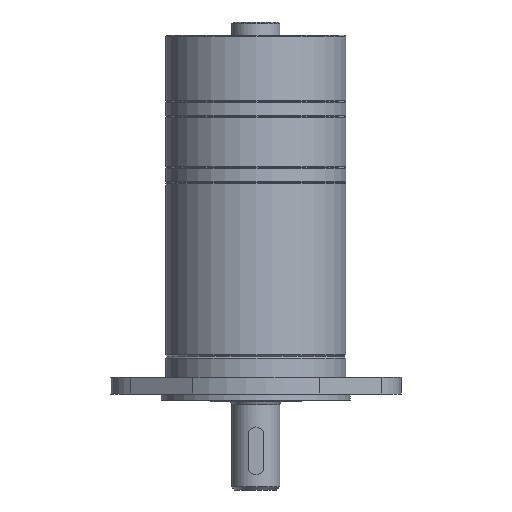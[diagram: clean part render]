
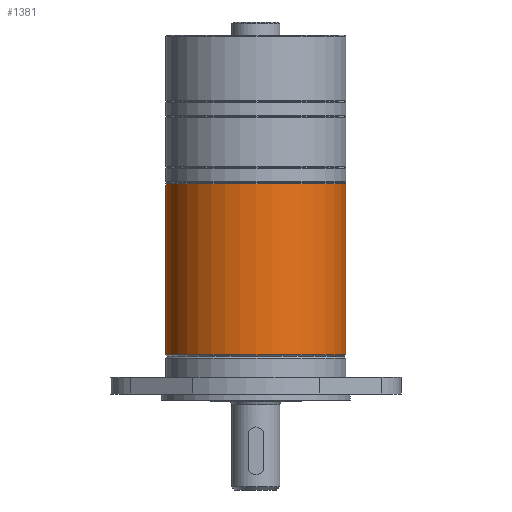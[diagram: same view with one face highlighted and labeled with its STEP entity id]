
A CAD part, front view. The second image highlights one B-rep face of the part: STEP entity #1381.
In plain terms, the highlighted cylindrical face has radius 30 mm (diameter 60 mm), a partial arc.
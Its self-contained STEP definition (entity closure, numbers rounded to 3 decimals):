
#897 = CARTESIAN_POINT ( 'NONE',  ( -30., 0., 10.5 ) ) ;
#957 = CARTESIAN_POINT ( 'NONE',  ( 30., 0., 10.5 ) ) ;
#1108 = CARTESIAN_POINT ( 'NONE',  ( 30., 0., 67.5 ) ) ;
#1164 = DIRECTION ( 'NONE',  ( 0., 0., -1. ) ) ;
#1165 = VECTOR ( 'NONE', #1164, 1000. ) ;
#1166 = CARTESIAN_POINT ( 'NONE',  ( 30., 0., 68. ) ) ;
#1167 = LINE ( 'NONE', #1166, #1165 ) ;
#1210 = CARTESIAN_POINT ( 'NONE',  ( -30., 0., 67.5 ) ) ;
#1215 = DIRECTION ( 'NONE',  ( 0., 0., -1. ) ) ;
#1216 = VECTOR ( 'NONE', #1215, 1000. ) ;
#1217 = CARTESIAN_POINT ( 'NONE',  ( -30., 0., 68. ) ) ;
#1218 = LINE ( 'NONE', #1217, #1216 ) ;
#1368 = ORIENTED_EDGE ( 'NONE', *, *, #1451, .T. ) ;
#1381 = ADVANCED_FACE ( 'NONE', ( #5768 ), #5766, .T. ) ;
#1385 = EDGE_LOOP ( 'NONE', ( #1414, #1368, #1448, #1445 ) ) ;
#1414 = ORIENTED_EDGE ( 'NONE', *, *, #3543, .F. ) ;
#1444 = EDGE_CURVE ( 'NONE', #3407, #3412, #5871, .T. ) ;
#1445 = ORIENTED_EDGE ( 'NONE', *, *, #1444, .T. ) ;
#1448 = ORIENTED_EDGE ( 'NONE', *, *, #3593, .T. ) ;
#1451 = EDGE_CURVE ( 'NONE', #3506, #3556, #5855, .T. ) ;
#3407 = VERTEX_POINT ( 'NONE', #897 ) ;
#3412 = VERTEX_POINT ( 'NONE', #957 ) ;
#3506 = VERTEX_POINT ( 'NONE', #1108 ) ;
#3543 = EDGE_CURVE ( 'NONE', #3506, #3412, #1167, .T. ) ;
#3556 = VERTEX_POINT ( 'NONE', #1210 ) ;
#3593 = EDGE_CURVE ( 'NONE', #3556, #3407, #1218, .T. ) ;
#5762 = DIRECTION ( 'NONE',  ( -1., 0., 0. ) ) ;
#5763 = DIRECTION ( 'NONE',  ( 0., 0., -1. ) ) ;
#5764 = CARTESIAN_POINT ( 'NONE',  ( 0., 0., 68. ) ) ;
#5765 = AXIS2_PLACEMENT_3D ( 'NONE', #5764, #5763, #5762 ) ;
#5766 = CYLINDRICAL_SURFACE ( 'NONE', #5765, 30. ) ;
#5768 = FACE_OUTER_BOUND ( 'NONE', #1385, .T. ) ;
#5852 = DIRECTION ( 'NONE',  ( 1., 0., 0. ) ) ;
#5853 = DIRECTION ( 'NONE',  ( 0., 0., -1. ) ) ;
#5854 = AXIS2_PLACEMENT_3D ( 'NONE', #5860, #5853, #5852 ) ;
#5855 = CIRCLE ( 'NONE', #5854, 30. ) ;
#5860 = CARTESIAN_POINT ( 'NONE',  ( 0., 0., 67.5 ) ) ;
#5868 = DIRECTION ( 'NONE',  ( 1., 0., 0. ) ) ;
#5869 = DIRECTION ( 'NONE',  ( 0., 0., 1. ) ) ;
#5870 = AXIS2_PLACEMENT_3D ( 'NONE', #5876, #5869, #5868 ) ;
#5871 = CIRCLE ( 'NONE', #5870, 30. ) ;
#5876 = CARTESIAN_POINT ( 'NONE',  ( 0., 0., 10.5 ) ) ;
